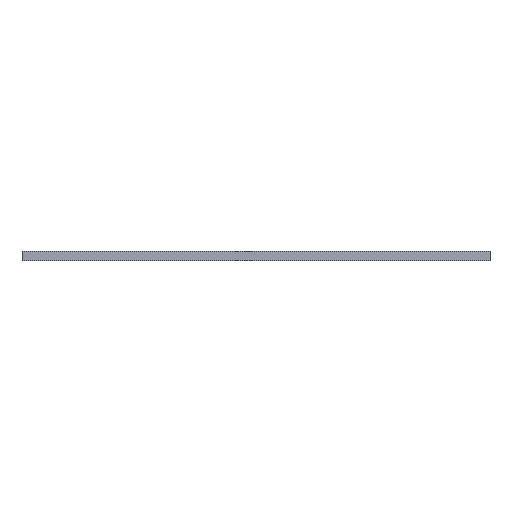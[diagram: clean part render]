
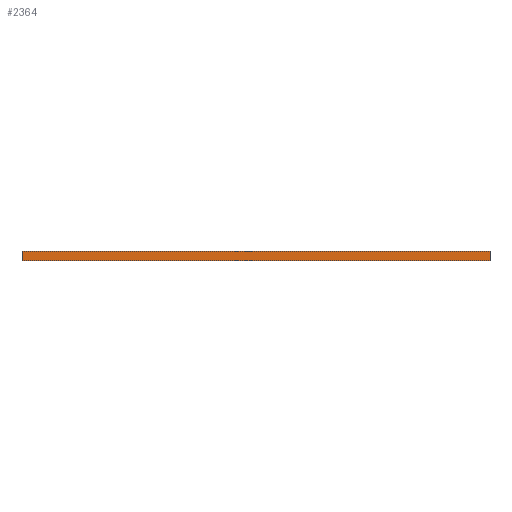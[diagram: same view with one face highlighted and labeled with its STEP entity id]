
A CAD part, front view. The second image highlights one B-rep face of the part: STEP entity #2364.
In plain terms, the highlighted planar face has unit normal (0, -1, 0).
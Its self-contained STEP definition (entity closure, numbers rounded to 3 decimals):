
#53 = PLANE ( 'NONE',  #1353 ) ;
#88 = ORIENTED_EDGE ( 'NONE', *, *, #327, .T. ) ;
#304 = VERTEX_POINT ( 'NONE', #1852 ) ;
#327 = EDGE_CURVE ( 'NONE', #1036, #2104, #2162, .T. ) ;
#575 = VECTOR ( 'NONE', #2145, 1000. ) ;
#654 = CARTESIAN_POINT ( 'NONE',  ( 150., 0., 0. ) ) ;
#686 = CARTESIAN_POINT ( 'NONE',  ( 0., 0., 0. ) ) ;
#694 = ORIENTED_EDGE ( 'NONE', *, *, #1286, .F. ) ;
#733 = FACE_OUTER_BOUND ( 'NONE', #1814, .T. ) ;
#837 = LINE ( 'NONE', #2407, #1072 ) ;
#1036 = VERTEX_POINT ( 'NONE', #1737 ) ;
#1072 = VECTOR ( 'NONE', #1958, 1000. ) ;
#1084 = DIRECTION ( 'NONE',  ( 0., 0., 1. ) ) ;
#1244 = DIRECTION ( 'NONE',  ( 0., 0., -1. ) ) ;
#1286 = EDGE_CURVE ( 'NONE', #304, #1683, #837, .T. ) ;
#1300 = CARTESIAN_POINT ( 'NONE',  ( 0., 0., 3. ) ) ;
#1353 = AXIS2_PLACEMENT_3D ( 'NONE', #1300, #1524, #1084 ) ;
#1524 = DIRECTION ( 'NONE',  ( 0., 1., 0. ) ) ;
#1644 = EDGE_CURVE ( 'NONE', #1036, #304, #1686, .T. ) ;
#1651 = ORIENTED_EDGE ( 'NONE', *, *, #2065, .T. ) ;
#1683 = VERTEX_POINT ( 'NONE', #654 ) ;
#1686 = LINE ( 'NONE', #2508, #575 ) ;
#1737 = CARTESIAN_POINT ( 'NONE',  ( 0., 0., 3. ) ) ;
#1814 = EDGE_LOOP ( 'NONE', ( #1651, #694, #2292, #88 ) ) ;
#1852 = CARTESIAN_POINT ( 'NONE',  ( 150., 0., 3. ) ) ;
#1943 = DIRECTION ( 'NONE',  ( 1., 0., 0. ) ) ;
#1958 = DIRECTION ( 'NONE',  ( 0., 0., -1. ) ) ;
#2035 = VECTOR ( 'NONE', #1244, 1000. ) ;
#2065 = EDGE_CURVE ( 'NONE', #2104, #1683, #2184, .T. ) ;
#2104 = VERTEX_POINT ( 'NONE', #2156 ) ;
#2115 = VECTOR ( 'NONE', #1943, 1000. ) ;
#2145 = DIRECTION ( 'NONE',  ( 1., 0., 0. ) ) ;
#2156 = CARTESIAN_POINT ( 'NONE',  ( 0., 0., 0. ) ) ;
#2162 = LINE ( 'NONE', #2269, #2035 ) ;
#2184 = LINE ( 'NONE', #686, #2115 ) ;
#2269 = CARTESIAN_POINT ( 'NONE',  ( 0., 0., 3. ) ) ;
#2292 = ORIENTED_EDGE ( 'NONE', *, *, #1644, .F. ) ;
#2364 = ADVANCED_FACE ( 'NONE', ( #733 ), #53, .F. ) ;
#2407 = CARTESIAN_POINT ( 'NONE',  ( 150., 0., 3. ) ) ;
#2508 = CARTESIAN_POINT ( 'NONE',  ( 0., 0., 3. ) ) ;
